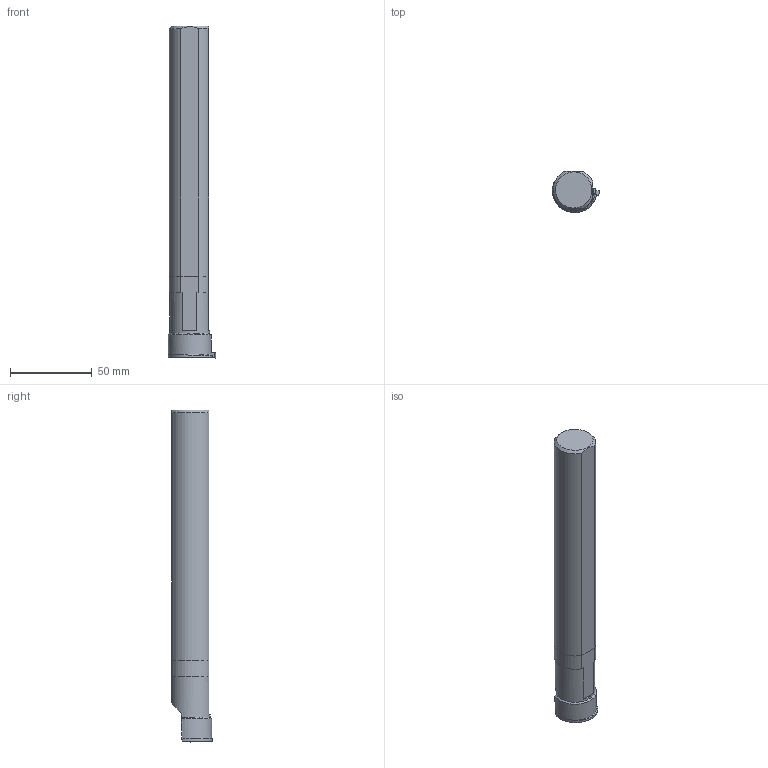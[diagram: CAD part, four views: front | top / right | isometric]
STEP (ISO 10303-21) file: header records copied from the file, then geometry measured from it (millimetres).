
FILE_DESCRIPTION(/* description */ (''),/* implementation_level */ '2;1');
FILE_NAME(/* name */ 'CNL001008-10.stp',/* time_stamp */ '2018-03-29T15:40:11+05:00',/* author */ (''),/* organization */ (''),/* preprocessor_version */ 'ST-DEVELOPER v16',/* originating_system */ 'SIEMENS PLM Software NX 11.0',/* authorisation */ '');
FILE_SCHEMA (('AUTOMOTIVE_DESIGN { 1 0 10303 214 3 1 1 1 }'));
Length unit declared in the file: millimetre
Products named in the file (1): inpu05A4A18B0gnn
Bounding box: 28.86 x 25.05 x 203.18 mm (x, y, z)
Volume: 93796 mm3; surface area: 17818.1 mm2
Topology: 3 solids, 3 shells, 44 faces, 113 edges, 75 vertices
Faces by surface type: plane 30, cylinder 10, cone 4
Entity records: 1421 total; most frequent: CARTESIAN_POINT 272, DIRECTION 231, ORIENTED_EDGE 222, EDGE_CURVE 111, AXIS2_PLACEMENT_3D 81, VERTEX_POINT 74, LINE 69, VECTOR 69
